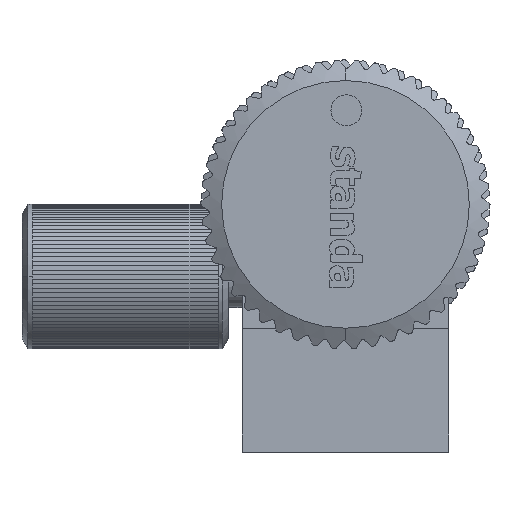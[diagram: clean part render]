
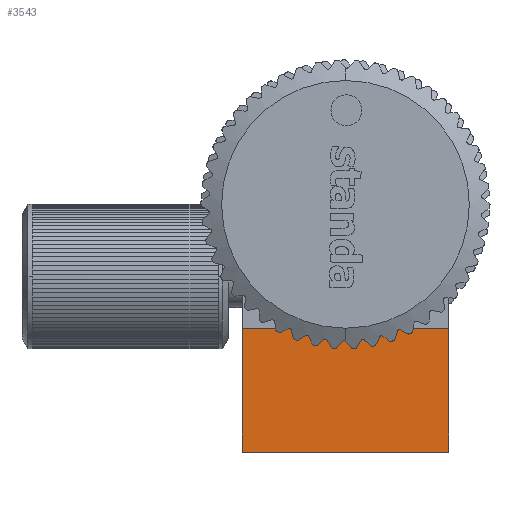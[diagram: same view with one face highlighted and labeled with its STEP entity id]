
A CAD part, front view. The second image highlights one B-rep face of the part: STEP entity #3543.
In plain terms, the highlighted planar face has unit normal (0, -1, 0).
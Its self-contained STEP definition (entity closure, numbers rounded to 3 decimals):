
#3450 = VERTEX_POINT ( 'NONE', #21855 ) ;
#3452 = EDGE_CURVE ( 'NONE', #3453, #3450, #21853, .T. ) ;
#3453 = VERTEX_POINT ( 'NONE', #21849 ) ;
#3540 = VERTEX_POINT ( 'NONE', #21947 ) ;
#3542 = EDGE_CURVE ( 'NONE', #3450, #3540, #28149, .T. ) ;
#3543 = ADVANCED_FACE ( 'NONE', ( #28141 ), #28140, .T. ) ;
#3544 = EDGE_LOOP ( 'NONE', ( #3545, #3600, #3601, #3602 ) ) ;
#3545 = ORIENTED_EDGE ( 'NONE', *, *, #3546, .F. ) ;
#3546 = EDGE_CURVE ( 'NONE', #3453, #3547, #27335, .T. ) ;
#3547 = VERTEX_POINT ( 'NONE', #22062 ) ;
#3600 = ORIENTED_EDGE ( 'NONE', *, *, #3452, .T. ) ;
#3601 = ORIENTED_EDGE ( 'NONE', *, *, #3542, .T. ) ;
#3602 = ORIENTED_EDGE ( 'NONE', *, *, #3603, .T. ) ;
#3603 = EDGE_CURVE ( 'NONE', #3540, #3547, #22129, .T. ) ;
#21849 = CARTESIAN_POINT ( 'NONE',  ( 10., 1.259, -9.009 ) ) ;
#21850 = DIRECTION ( 'NONE',  ( 0., 0., 1. ) ) ;
#21851 = VECTOR ( 'NONE', #21850, 1000. ) ;
#21852 = CARTESIAN_POINT ( 'NONE',  ( 10., 1.259, -2.009 ) ) ;
#21853 = LINE ( 'NONE', #21852, #21851 ) ;
#21855 = CARTESIAN_POINT ( 'NONE',  ( 10., 1.259, -3.009 ) ) ;
#21947 = CARTESIAN_POINT ( 'NONE',  ( 0., 1.259, -3.009 ) ) ;
#22062 = CARTESIAN_POINT ( 'NONE',  ( 0., 1.259, -9.009 ) ) ;
#22126 = DIRECTION ( 'NONE',  ( 0., 0., -1. ) ) ;
#22127 = VECTOR ( 'NONE', #22126, 1000. ) ;
#22128 = CARTESIAN_POINT ( 'NONE',  ( 0., 1.259, 0.437 ) ) ;
#22129 = LINE ( 'NONE', #22128, #22127 ) ;
#27311 = DIRECTION ( 'NONE',  ( 0., 0., -1. ) ) ;
#27314 = CARTESIAN_POINT ( 'NONE',  ( 0., 1.259, -2.009 ) ) ;
#27335 = LINE ( 'NONE', #27358, #27357 ) ;
#27340 = DIRECTION ( 'NONE',  ( 0., -1., 0. ) ) ;
#27356 = DIRECTION ( 'NONE',  ( -1., 0., 0. ) ) ;
#27357 = VECTOR ( 'NONE', #27356, 1000. ) ;
#27358 = CARTESIAN_POINT ( 'NONE',  ( 0., 1.259, -9.009 ) ) ;
#28135 = AXIS2_PLACEMENT_3D ( 'NONE', #27314, #27340, #27311 ) ;
#28140 = PLANE ( 'NONE',  #28135 ) ;
#28141 = FACE_OUTER_BOUND ( 'NONE', #3544, .T. ) ;
#28144 = DIRECTION ( 'NONE',  ( -1., 0., 0. ) ) ;
#28145 = VECTOR ( 'NONE', #28144, 1000. ) ;
#28147 = CARTESIAN_POINT ( 'NONE',  ( 0., 1.259, -3.009 ) ) ;
#28149 = LINE ( 'NONE', #28147, #28145 ) ;
